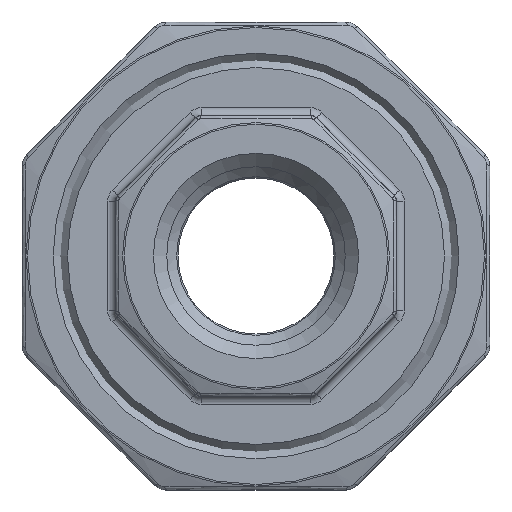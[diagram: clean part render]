
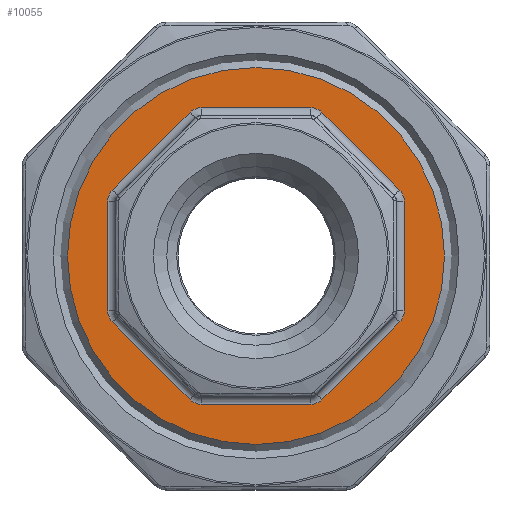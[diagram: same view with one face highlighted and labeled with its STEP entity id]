
A CAD part, left-side view. The second image highlights one B-rep face of the part: STEP entity #10055.
In plain terms, the highlighted planar face has unit normal (-1, 0, 0).
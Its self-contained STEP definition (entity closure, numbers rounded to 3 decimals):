
#22 = LINE ( 'NONE', #6991, #2146 ) ;
#332 = EDGE_CURVE ( 'NONE', #3530, #6679, #10622, .T. ) ;
#557 = DIRECTION ( 'NONE',  ( 0., -0.707, -0.707 ) ) ;
#984 = ORIENTED_EDGE ( 'NONE', *, *, #2871, .T. ) ;
#1246 = DIRECTION ( 'NONE',  ( 1., 0., 0. ) ) ;
#1353 = ORIENTED_EDGE ( 'NONE', *, *, #9936, .T. ) ;
#1499 = DIRECTION ( 'NONE',  ( 1., 0., 0. ) ) ;
#1590 = VECTOR ( 'NONE', #6973, 1000. ) ;
#1728 = LINE ( 'NONE', #16830, #2009 ) ;
#1952 = EDGE_CURVE ( 'NONE', #14770, #13595, #11854, .T. ) ;
#2009 = VECTOR ( 'NONE', #557, 1000. ) ;
#2025 = DIRECTION ( 'NONE',  ( 1., 0., 0. ) ) ;
#2146 = VECTOR ( 'NONE', #16395, 1000. ) ;
#2215 = CIRCLE ( 'NONE', #12319, 1. ) ;
#2349 = EDGE_CURVE ( 'NONE', #15380, #14770, #6954, .T. ) ;
#2560 = CARTESIAN_POINT ( 'NONE',  ( -8., 12.08, -9.5 ) ) ;
#2871 = EDGE_CURVE ( 'NONE', #6679, #10782, #6683, .T. ) ;
#3171 = CARTESIAN_POINT ( 'NONE',  ( -8., 9.207, 4.228 ) ) ;
#3216 = DIRECTION ( 'NONE',  ( 1., 0., 0. ) ) ;
#3530 = VERTEX_POINT ( 'NONE', #17580 ) ;
#3708 = DIRECTION ( 'NONE',  ( 0., 1., 0. ) ) ;
#3713 = EDGE_LOOP ( 'NONE', ( #16882 ) ) ;
#3962 = VECTOR ( 'NONE', #11758, 1000. ) ;
#4020 = EDGE_CURVE ( 'NONE', #8369, #13271, #5048, .T. ) ;
#4249 = EDGE_CURVE ( 'NONE', #5461, #4624, #16548, .T. ) ;
#4297 = ORIENTED_EDGE ( 'NONE', *, *, #2349, .T. ) ;
#4603 = CARTESIAN_POINT ( 'NONE',  ( -8., -9.207, 4.228 ) ) ;
#4624 = VERTEX_POINT ( 'NONE', #6625 ) ;
#4642 = CARTESIAN_POINT ( 'NONE',  ( -8., -8.5, -3.521 ) ) ;
#4755 = CARTESIAN_POINT ( 'NONE',  ( -8., 4.228, 9.207 ) ) ;
#5048 = CIRCLE ( 'NONE', #17698, 1. ) ;
#5100 = ORIENTED_EDGE ( 'NONE', *, *, #7034, .T. ) ;
#5164 = CARTESIAN_POINT ( 'NONE',  ( -8., 3.521, -9.5 ) ) ;
#5461 = VERTEX_POINT ( 'NONE', #7053 ) ;
#5619 = AXIS2_PLACEMENT_3D ( 'NONE', #10645, #11198, #9737 ) ;
#6295 = ORIENTED_EDGE ( 'NONE', *, *, #332, .T. ) ;
#6333 = DIRECTION ( 'NONE',  ( 0., -1., 0. ) ) ;
#6350 = CARTESIAN_POINT ( 'NONE',  ( -8., 12.08, 0. ) ) ;
#6625 = CARTESIAN_POINT ( 'NONE',  ( -8., -9.207, -4.228 ) ) ;
#6659 = CARTESIAN_POINT ( 'NONE',  ( -8., 0., 0. ) ) ;
#6679 = VERTEX_POINT ( 'NONE', #13898 ) ;
#6683 = CIRCLE ( 'NONE', #16777, 1. ) ;
#6767 = CARTESIAN_POINT ( 'NONE',  ( -8., -0.678, -12.758 ) ) ;
#6918 = ORIENTED_EDGE ( 'NONE', *, *, #15917, .T. ) ;
#6923 = VERTEX_POINT ( 'NONE', #5164 ) ;
#6940 = DIRECTION ( 'NONE',  ( 0., -1., 0. ) ) ;
#6954 = LINE ( 'NONE', #13840, #14200 ) ;
#6973 = DIRECTION ( 'NONE',  ( 0., -0.707, 0.707 ) ) ;
#6988 = AXIS2_PLACEMENT_3D ( 'NONE', #13824, #1499, #6940 ) ;
#6991 = CARTESIAN_POINT ( 'NONE',  ( -8., -9.5, 0. ) ) ;
#7034 = EDGE_CURVE ( 'NONE', #11706, #7663, #12188, .T. ) ;
#7036 = DIRECTION ( 'NONE',  ( 0., -1., 0. ) ) ;
#7053 = CARTESIAN_POINT ( 'NONE',  ( -8., -9.5, -3.521 ) ) ;
#7137 = LINE ( 'NONE', #14048, #1590 ) ;
#7379 = ORIENTED_EDGE ( 'NONE', *, *, #4020, .T. ) ;
#7494 = CARTESIAN_POINT ( 'NONE',  ( -8., 8.5, 3.521 ) ) ;
#7578 = AXIS2_PLACEMENT_3D ( 'NONE', #4642, #2025, #17061 ) ;
#7600 = DIRECTION ( 'NONE',  ( 0., 0.707, 0.707 ) ) ;
#7663 = VERTEX_POINT ( 'NONE', #11679 ) ;
#7808 = DIRECTION ( 'NONE',  ( 0., -1., 0. ) ) ;
#7969 = ORIENTED_EDGE ( 'NONE', *, *, #1952, .T. ) ;
#8002 = CARTESIAN_POINT ( 'NONE',  ( -8., 8.5, -3.521 ) ) ;
#8094 = CARTESIAN_POINT ( 'NONE',  ( -8., 3.521, -8.5 ) ) ;
#8369 = VERTEX_POINT ( 'NONE', #11177 ) ;
#8390 = EDGE_CURVE ( 'NONE', #13271, #11174, #7137, .T. ) ;
#9040 = VERTEX_POINT ( 'NONE', #10407 ) ;
#9082 = CARTESIAN_POINT ( 'NONE',  ( -8., 3.521, 9.5 ) ) ;
#9163 = EDGE_CURVE ( 'NONE', #13595, #15315, #1728, .T. ) ;
#9234 = VECTOR ( 'NONE', #7600, 1000. ) ;
#9398 = LINE ( 'NONE', #2560, #17544 ) ;
#9660 = EDGE_CURVE ( 'NONE', #7663, #6923, #9398, .T. ) ;
#9687 = DIRECTION ( 'NONE',  ( 0., 0.707, -0.707 ) ) ;
#9737 = DIRECTION ( 'NONE',  ( 0., -1., 0. ) ) ;
#9936 = EDGE_CURVE ( 'NONE', #15315, #11951, #13420, .T. ) ;
#9962 = EDGE_CURVE ( 'NONE', #11951, #5461, #22, .T. ) ;
#10055 = ADVANCED_FACE ( 'NONE', ( #11911, #12175 ), #12093, .T. ) ;
#10224 = CIRCLE ( 'NONE', #12568, 12.08 ) ;
#10407 = CARTESIAN_POINT ( 'NONE',  ( -8., 12.08, 0. ) ) ;
#10466 = ORIENTED_EDGE ( 'NONE', *, *, #8390, .T. ) ;
#10480 = VECTOR ( 'NONE', #9687, 1000. ) ;
#10622 = LINE ( 'NONE', #13425, #9234 ) ;
#10645 = CARTESIAN_POINT ( 'NONE',  ( -8., -8.5, 3.521 ) ) ;
#10652 = DIRECTION ( 'NONE',  ( 1., 0., 0. ) ) ;
#10662 = DIRECTION ( 'NONE',  ( 1., 0., 0. ) ) ;
#10712 = EDGE_LOOP ( 'NONE', ( #17530, #7379, #10466, #15212, #4297, #7969, #16716, #1353, #11698, #15713, #6918, #5100, #11241, #10752, #6295, #984 ) ) ;
#10752 = ORIENTED_EDGE ( 'NONE', *, *, #13471, .T. ) ;
#10782 = VERTEX_POINT ( 'NONE', #12313 ) ;
#10935 = AXIS2_PLACEMENT_3D ( 'NONE', #6350, #14605, #16199 ) ;
#11048 = CARTESIAN_POINT ( 'NONE',  ( -8., -3.521, -8.5 ) ) ;
#11174 = VERTEX_POINT ( 'NONE', #4755 ) ;
#11177 = CARTESIAN_POINT ( 'NONE',  ( -8., 9.5, 3.521 ) ) ;
#11198 = DIRECTION ( 'NONE',  ( 1., 0., 0. ) ) ;
#11241 = ORIENTED_EDGE ( 'NONE', *, *, #9660, .T. ) ;
#11246 = DIRECTION ( 'NONE',  ( 0., -1., 0. ) ) ;
#11622 = DIRECTION ( 'NONE',  ( 0., -1., 0. ) ) ;
#11679 = CARTESIAN_POINT ( 'NONE',  ( -8., -3.521, -9.5 ) ) ;
#11698 = ORIENTED_EDGE ( 'NONE', *, *, #9962, .T. ) ;
#11706 = VERTEX_POINT ( 'NONE', #16089 ) ;
#11758 = DIRECTION ( 'NONE',  ( 0., 0., 1. ) ) ;
#11854 = CIRCLE ( 'NONE', #16425, 1. ) ;
#11863 = CARTESIAN_POINT ( 'NONE',  ( -8., -9.5, 3.521 ) ) ;
#11911 = FACE_BOUND ( 'NONE', #10712, .T. ) ;
#11951 = VERTEX_POINT ( 'NONE', #11863 ) ;
#12093 = PLANE ( 'NONE',  #10935 ) ;
#12175 = FACE_OUTER_BOUND ( 'NONE', #3713, .T. ) ;
#12188 = CIRCLE ( 'NONE', #14754, 1. ) ;
#12239 = DIRECTION ( 'NONE',  ( 0., 1., 0. ) ) ;
#12313 = CARTESIAN_POINT ( 'NONE',  ( -8., 9.5, -3.521 ) ) ;
#12319 = AXIS2_PLACEMENT_3D ( 'NONE', #8094, #16231, #17761 ) ;
#12568 = AXIS2_PLACEMENT_3D ( 'NONE', #6659, #10662, #3708 ) ;
#13221 = CARTESIAN_POINT ( 'NONE',  ( -8., -3.521, 8.5 ) ) ;
#13271 = VERTEX_POINT ( 'NONE', #3171 ) ;
#13420 = CIRCLE ( 'NONE', #5619, 1. ) ;
#13425 = CARTESIAN_POINT ( 'NONE',  ( -8., 12.758, -0.678 ) ) ;
#13471 = EDGE_CURVE ( 'NONE', #6923, #3530, #2215, .T. ) ;
#13595 = VERTEX_POINT ( 'NONE', #14340 ) ;
#13651 = LINE ( 'NONE', #6767, #10480 ) ;
#13690 = CARTESIAN_POINT ( 'NONE',  ( -8., -3.521, 9.5 ) ) ;
#13824 = CARTESIAN_POINT ( 'NONE',  ( -8., 3.521, 8.5 ) ) ;
#13840 = CARTESIAN_POINT ( 'NONE',  ( -8., 12.08, 9.5 ) ) ;
#13898 = CARTESIAN_POINT ( 'NONE',  ( -8., 9.207, -4.228 ) ) ;
#14048 = CARTESIAN_POINT ( 'NONE',  ( -8., 12.758, 0.678 ) ) ;
#14200 = VECTOR ( 'NONE', #11246, 1000. ) ;
#14340 = CARTESIAN_POINT ( 'NONE',  ( -8., -4.228, 9.207 ) ) ;
#14605 = DIRECTION ( 'NONE',  ( -1., 0., 0. ) ) ;
#14754 = AXIS2_PLACEMENT_3D ( 'NONE', #11048, #15093, #7036 ) ;
#14770 = VERTEX_POINT ( 'NONE', #13690 ) ;
#14822 = CIRCLE ( 'NONE', #6988, 1. ) ;
#15093 = DIRECTION ( 'NONE',  ( 1., 0., 0. ) ) ;
#15133 = EDGE_CURVE ( 'NONE', #10782, #8369, #17140, .T. ) ;
#15212 = ORIENTED_EDGE ( 'NONE', *, *, #15977, .T. ) ;
#15315 = VERTEX_POINT ( 'NONE', #4603 ) ;
#15380 = VERTEX_POINT ( 'NONE', #9082 ) ;
#15704 = CARTESIAN_POINT ( 'NONE',  ( -8., 9.5, 0. ) ) ;
#15713 = ORIENTED_EDGE ( 'NONE', *, *, #4249, .T. ) ;
#15917 = EDGE_CURVE ( 'NONE', #4624, #11706, #13651, .T. ) ;
#15977 = EDGE_CURVE ( 'NONE', #11174, #15380, #14822, .T. ) ;
#16089 = CARTESIAN_POINT ( 'NONE',  ( -8., -4.228, -9.207 ) ) ;
#16199 = DIRECTION ( 'NONE',  ( 0., -1., 0. ) ) ;
#16231 = DIRECTION ( 'NONE',  ( 1., 0., 0. ) ) ;
#16395 = DIRECTION ( 'NONE',  ( 0., 0., -1. ) ) ;
#16425 = AXIS2_PLACEMENT_3D ( 'NONE', #13221, #1246, #6333 ) ;
#16548 = CIRCLE ( 'NONE', #7578, 1. ) ;
#16684 = EDGE_CURVE ( 'NONE', #9040, #9040, #10224, .T. ) ;
#16716 = ORIENTED_EDGE ( 'NONE', *, *, #9163, .T. ) ;
#16777 = AXIS2_PLACEMENT_3D ( 'NONE', #8002, #10652, #7808 ) ;
#16830 = CARTESIAN_POINT ( 'NONE',  ( -8., -0.678, 12.758 ) ) ;
#16882 = ORIENTED_EDGE ( 'NONE', *, *, #16684, .F. ) ;
#17061 = DIRECTION ( 'NONE',  ( 0., -1., 0. ) ) ;
#17140 = LINE ( 'NONE', #15704, #3962 ) ;
#17530 = ORIENTED_EDGE ( 'NONE', *, *, #15133, .T. ) ;
#17544 = VECTOR ( 'NONE', #12239, 1000. ) ;
#17580 = CARTESIAN_POINT ( 'NONE',  ( -8., 4.228, -9.207 ) ) ;
#17698 = AXIS2_PLACEMENT_3D ( 'NONE', #7494, #3216, #11622 ) ;
#17761 = DIRECTION ( 'NONE',  ( 0., -1., 0. ) ) ;
